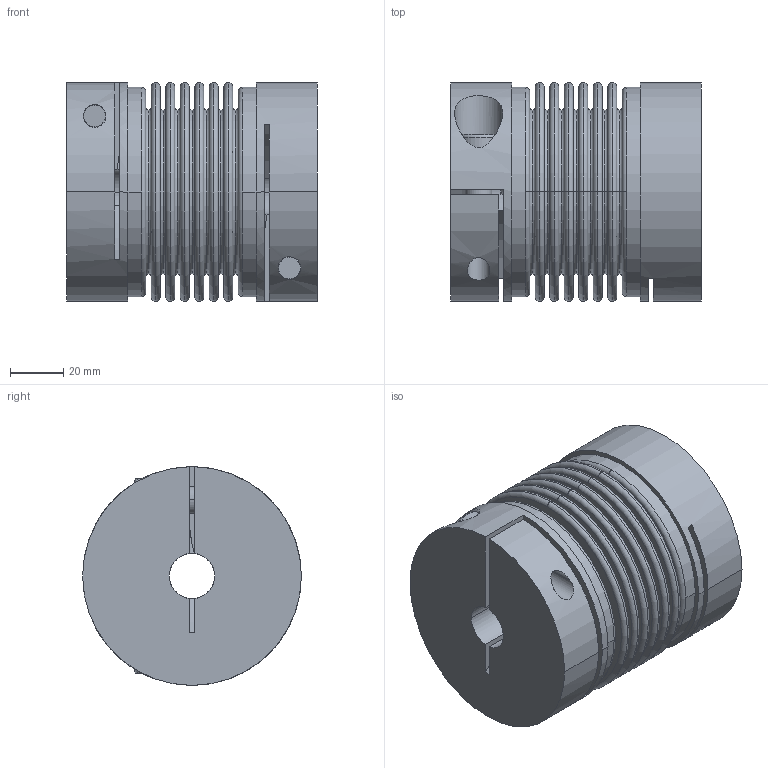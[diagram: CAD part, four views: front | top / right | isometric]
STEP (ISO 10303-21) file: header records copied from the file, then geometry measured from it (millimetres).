
FILE_DESCRIPTION(('STEP AP214'),'1');
FILE_NAME('ha-co_products_mka-s-100_-_17h7_-_17h7.stp','2019-08-20T05:24:43',('TraceParts'),('TraceParts S.A.'),'Spatial InterOp 3D',' ',' ');
FILE_SCHEMA(('AUTOMOTIVE_DESIGN { 1 0 10303 214 1 1 1 1 }'));
Length unit declared in the file: millimetre
Products named in the file (1): ha-co_products_mka-s-100_-_17h7_-_17h7
Bounding box: 94 x 82 x 82 mm (x, y, z)
Volume: 283392 mm3; surface area: 124391.3 mm2
Topology: 1 solids, 1 shells, 236 faces, 582 edges, 388 vertices
Faces by surface type: torus 120, plane 68, cylinder 44, cone 4
Entity records: 9484 total; most frequent: CARTESIAN_POINT 1531, DIRECTION 1492, ORIENTED_EDGE 1164, AXIS2_PLACEMENT_3D 691, EDGE_CURVE 582, CIRCLE 454, VERTEX_POINT 388, EDGE_LOOP 282
